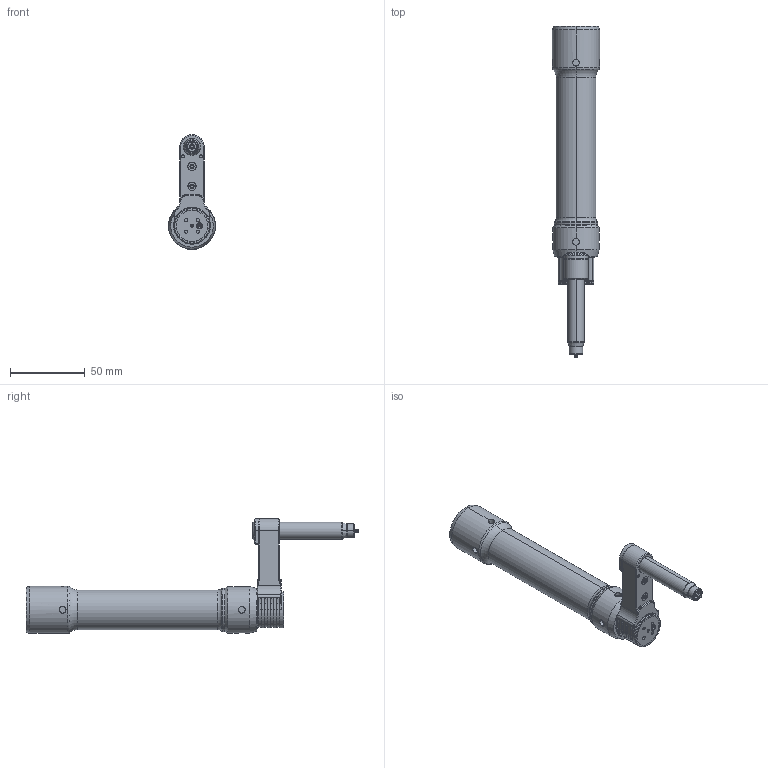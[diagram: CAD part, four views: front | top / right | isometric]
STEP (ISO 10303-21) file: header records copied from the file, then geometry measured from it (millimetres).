
FILE_DESCRIPTION((''),'2;1');
FILE_NAME('3513001703_SW0001','2023-04-21T00:08:31',('INEdipo'),(''),'CREO PARAMETRIC BY PTC INC, 2020281','CREO PARAMETRIC BY PTC INC, 2020281','');
FILE_SCHEMA(('CONFIG_CONTROL_DESIGN'));
Length unit declared in the file: inch
Products named in the file (1): 3513001703_SW0001
Bounding box: 31.5 x 221.9 x 76.73 mm (x, y, z)
Volume: 120975.4 mm3; surface area: 22493.4 mm2
Topology: 1 solids, 1 shells, 575 faces, 1426 edges, 890 vertices
Faces by surface type: cylinder 212, plane 168, cone 89, extrusion 68, torus 26, bspline 12
Entity records: 19299 total; most frequent: CARTESIAN_POINT 5798, ORIENTED_EDGE 2852, DIRECTION 2704, EDGE_CURVE 1426, AXIS2_PLACEMENT_3D 987, VERTEX_POINT 890, VECTOR 730, LINE 662
